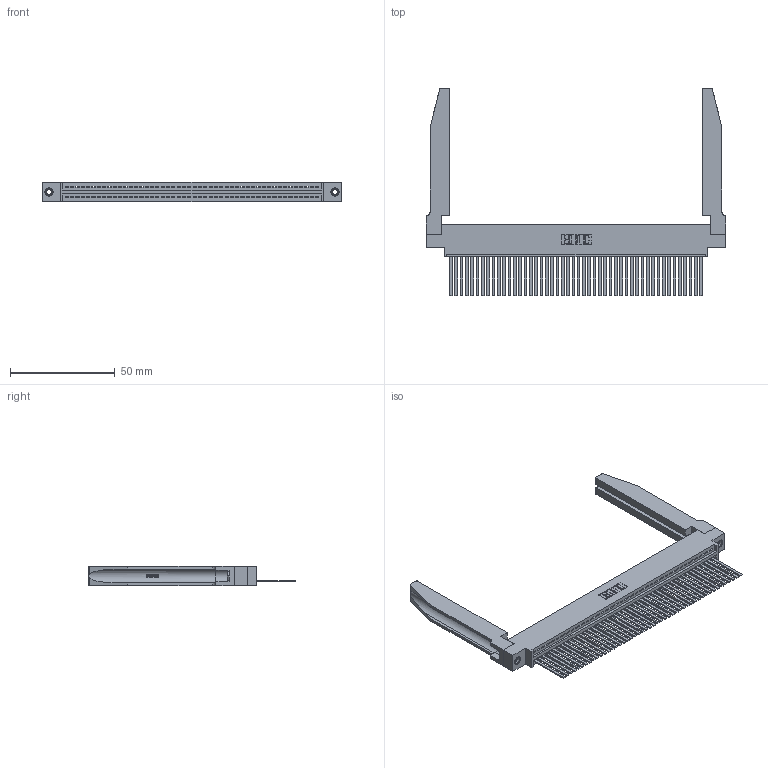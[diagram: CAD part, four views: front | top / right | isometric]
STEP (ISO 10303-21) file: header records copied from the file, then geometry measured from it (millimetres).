
FILE_DESCRIPTION (( 'STEP AP203' ), '1' );
FILE_NAME ('395-048-544-678.STEP', '2019-10-23T02:32:23', ( '' ), ( '' ), 'SwSTEP 2.0', 'SolidWorks 2016', '' );
FILE_SCHEMA (( 'CONFIG_CONTROL_DESIGN' ));
Length unit declared in the file: inch
Products named in the file (5): 345-220-078_345-220-078; 345-292-001_345-293-144; 395-048-544-678; 345-250-001_345-250-001-102; 345 Part_0.170 Offset - 0.156 Dia-TH
Assembly tree (53 placements, depth 2):
  395-048-544-678
    345 Part_0.170 Offset - 0.156 Dia-TH
    345-292-001_345-293-144  x48
    345-250-001_345-250-001-102  x2
    345-220-078_345-220-078  x2
Bounding box: 143.15 x 99.24 x 9.4 mm (x, y, z)
Volume: 21859.1 mm3; surface area: 27445.1 mm2
Topology: 53 solids, 53 shells, 2860 faces, 8545 edges, 5622 vertices
Faces by surface type: plane 1954, cylinder 854, bspline 36, cone 12, torus 4
Entity records: 40006 total; most frequent: CARTESIAN_POINT 7827, ORIENTED_EDGE 6706, DIRECTION 5831, EDGE_CURVE 3353, LINE 2939, VECTOR 2939, VERTEX_POINT 2228, AXIS2_PLACEMENT_3D 1446
